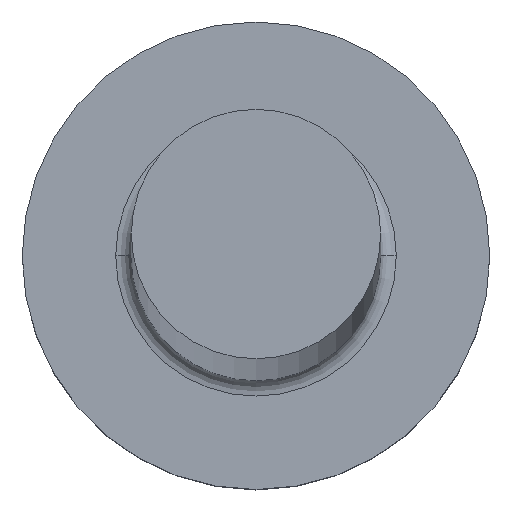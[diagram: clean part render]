
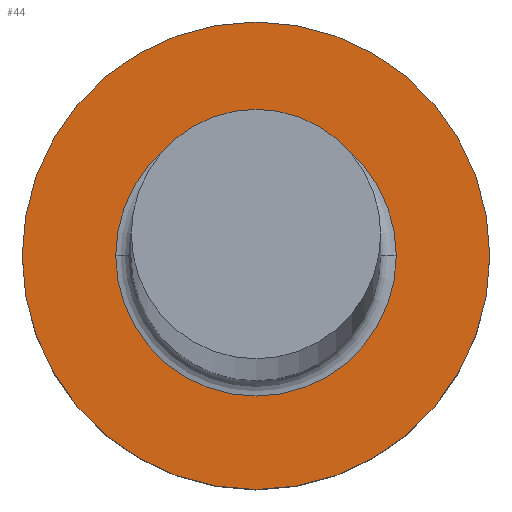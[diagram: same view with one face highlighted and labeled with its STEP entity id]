
A CAD part, top view. The second image highlights one B-rep face of the part: STEP entity #44.
In plain terms, the highlighted planar face has unit normal (0, 0, 1).
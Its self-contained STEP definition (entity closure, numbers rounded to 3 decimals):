
#11 = VERTEX_POINT ( 'NONE', #247 ) ;
#13 = EDGE_CURVE ( 'NONE', #11, #57, #112, .T. ) ;
#14 = VERTEX_POINT ( 'NONE', #130 ) ;
#15 = CARTESIAN_POINT ( 'NONE',  ( -1.8, 0., 3. ) ) ;
#25 = CIRCLE ( 'NONE', #249, 3. ) ;
#44 = ADVANCED_FACE ( 'NONE', ( #115, #60 ), #87, .T. ) ;
#46 = CARTESIAN_POINT ( 'NONE',  ( 0., 0., 3. ) ) ;
#52 = EDGE_LOOP ( 'NONE', ( #272, #296 ) ) ;
#56 = AXIS2_PLACEMENT_3D ( 'NONE', #64, #236, #171 ) ;
#57 = VERTEX_POINT ( 'NONE', #15 ) ;
#60 = FACE_OUTER_BOUND ( 'NONE', #52, .T. ) ;
#63 = CIRCLE ( 'NONE', #56, 3. ) ;
#64 = CARTESIAN_POINT ( 'NONE',  ( 0., 0., 3. ) ) ;
#72 = CARTESIAN_POINT ( 'NONE',  ( 0., 0., 3. ) ) ;
#76 = CARTESIAN_POINT ( 'NONE',  ( 3., 0., 3. ) ) ;
#83 = ORIENTED_EDGE ( 'NONE', *, *, #13, .T. ) ;
#87 = PLANE ( 'NONE',  #159 ) ;
#111 = ORIENTED_EDGE ( 'NONE', *, *, #257, .T. ) ;
#112 = CIRCLE ( 'NONE', #299, 1.8 ) ;
#115 = FACE_BOUND ( 'NONE', #136, .T. ) ;
#116 = AXIS2_PLACEMENT_3D ( 'NONE', #46, #117, #173 ) ;
#117 = DIRECTION ( 'NONE',  ( 0., 0., -1. ) ) ;
#128 = VERTEX_POINT ( 'NONE', #76 ) ;
#130 = CARTESIAN_POINT ( 'NONE',  ( -3., 0., 3. ) ) ;
#132 = EDGE_CURVE ( 'NONE', #14, #128, #25, .T. ) ;
#136 = EDGE_LOOP ( 'NONE', ( #83, #111 ) ) ;
#139 = CARTESIAN_POINT ( 'NONE',  ( 0., 0., 3. ) ) ;
#158 = CARTESIAN_POINT ( 'NONE',  ( 0., 0., 3. ) ) ;
#159 = AXIS2_PLACEMENT_3D ( 'NONE', #139, #233, #186 ) ;
#171 = DIRECTION ( 'NONE',  ( 1., 0., 0. ) ) ;
#173 = DIRECTION ( 'NONE',  ( 1., 0., 0. ) ) ;
#178 = DIRECTION ( 'NONE',  ( 0., 0., 1. ) ) ;
#182 = DIRECTION ( 'NONE',  ( 0., 0., -1. ) ) ;
#186 = DIRECTION ( 'NONE',  ( 1., 0., 0. ) ) ;
#209 = CIRCLE ( 'NONE', #116, 1.8 ) ;
#233 = DIRECTION ( 'NONE',  ( 0., 0., 1. ) ) ;
#236 = DIRECTION ( 'NONE',  ( 0., 0., 1. ) ) ;
#247 = CARTESIAN_POINT ( 'NONE',  ( 1.8, 0., 3. ) ) ;
#249 = AXIS2_PLACEMENT_3D ( 'NONE', #72, #178, #268 ) ;
#257 = EDGE_CURVE ( 'NONE', #57, #11, #209, .T. ) ;
#268 = DIRECTION ( 'NONE',  ( 1., 0., 0. ) ) ;
#272 = ORIENTED_EDGE ( 'NONE', *, *, #132, .T. ) ;
#273 = DIRECTION ( 'NONE',  ( 1., 0., 0. ) ) ;
#295 = EDGE_CURVE ( 'NONE', #128, #14, #63, .T. ) ;
#296 = ORIENTED_EDGE ( 'NONE', *, *, #295, .T. ) ;
#299 = AXIS2_PLACEMENT_3D ( 'NONE', #158, #182, #273 ) ;
